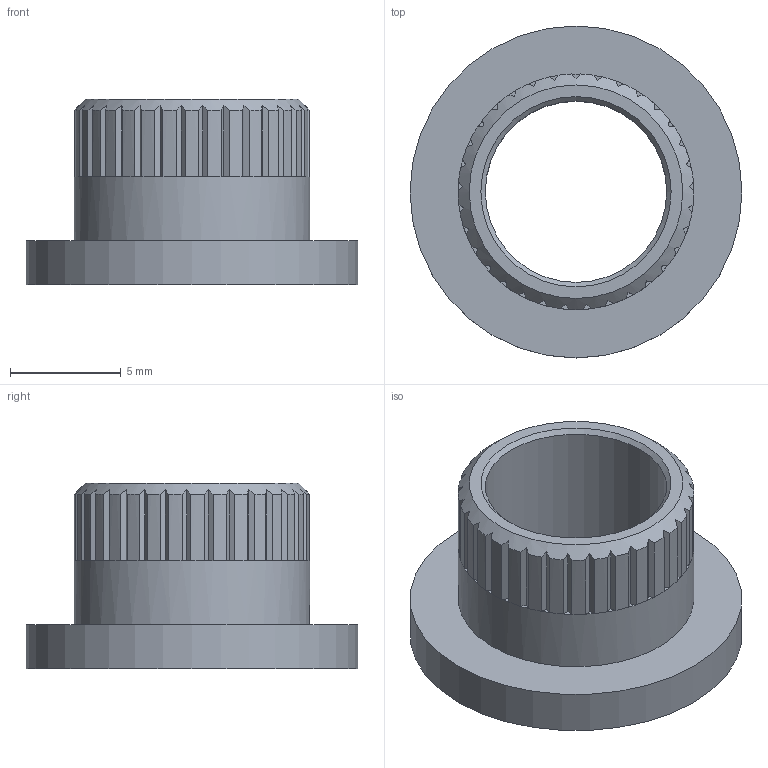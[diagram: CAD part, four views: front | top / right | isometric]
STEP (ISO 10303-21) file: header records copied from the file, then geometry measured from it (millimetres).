
FILE_DESCRIPTION( ( 'Unknown' ), '1' );
FILE_NAME( '7462098.stp', 'Unknown', ( 'Unknown' ), ( 'Unknown' ), 'PSStep 14.0', 'Unknown', ' ' );
FILE_SCHEMA( ( 'AUTOMOTIVE_DESIGN { 1 0 10303 214 1 1 1 1 }' ) );
Length unit declared in the file: millimetre
Products named in the file (1): 1
Bounding box: 15 x 15 x 8.4 mm (x, y, z)
Volume: 470.8 mm3; surface area: 773.8 mm2
Topology: 1 solids, 1 shells, 141 faces, 346 edges, 208 vertices
Faces by surface type: plane 102, cylinder 36, cone 3
Full cylindrical faces by diameter (mm): 8.2 x1, 10.648 x1, 15 x1
Entity records: 5315 total; most frequent: CARTESIAN_POINT 1148, ORIENTED_EDGE 676, DIRECTION 531, EDGE_CURVE 338, VERTEX_POINT 206, AXIS2_PLACEMENT_3D 183, LINE 165, VECTOR 165
